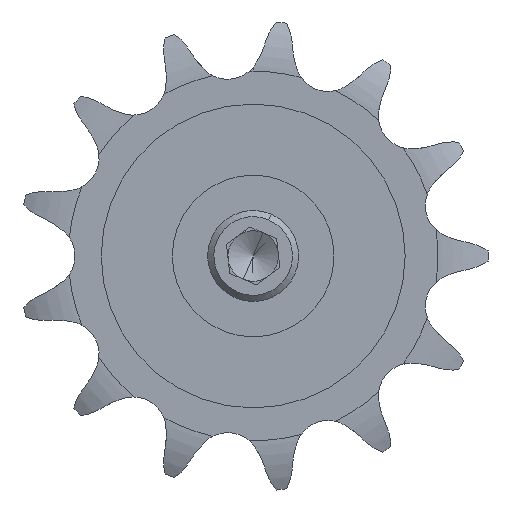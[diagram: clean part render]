
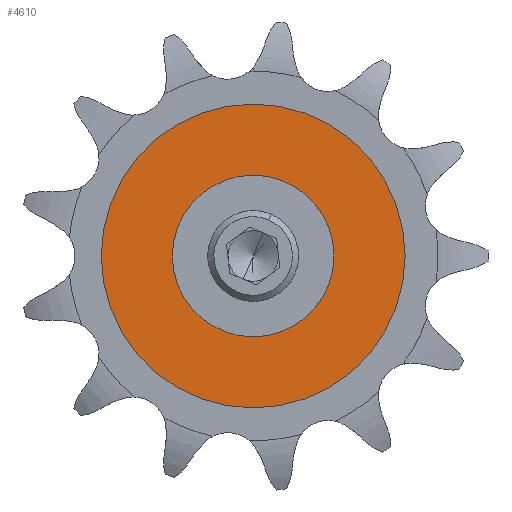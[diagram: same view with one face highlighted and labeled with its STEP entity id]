
A CAD part, left-side view. The second image highlights one B-rep face of the part: STEP entity #4610.
In plain terms, the highlighted planar face has unit normal (-1, 0, 0).
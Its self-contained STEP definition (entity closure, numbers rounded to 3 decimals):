
#154 = DIRECTION ( 'NONE',  ( -1., 0., 0. ) ) ;
#261 = CARTESIAN_POINT ( 'NONE',  ( -5.172, 0., 23.885 ) ) ;
#350 = CARTESIAN_POINT ( 'NONE',  ( -5.172, 0., -23.885 ) ) ;
#517 = DIRECTION ( 'NONE',  ( 0., 0., 1. ) ) ;
#957 = DIRECTION ( 'NONE',  ( -1., 0., 0. ) ) ;
#1009 = FACE_OUTER_BOUND ( 'NONE', #6896, .T. ) ;
#1093 = AXIS2_PLACEMENT_3D ( 'NONE', #3028, #957, #1797 ) ;
#1129 = AXIS2_PLACEMENT_3D ( 'NONE', #4642, #2279, #2356 ) ;
#1322 = AXIS2_PLACEMENT_3D ( 'NONE', #7512, #3043, #3790 ) ;
#1797 = DIRECTION ( 'NONE',  ( 0., 0., 1. ) ) ;
#1857 = VERTEX_POINT ( 'NONE', #6501 ) ;
#1989 = AXIS2_PLACEMENT_3D ( 'NONE', #6393, #154, #517 ) ;
#2279 = DIRECTION ( 'NONE',  ( 1., 0., 0. ) ) ;
#2356 = DIRECTION ( 'NONE',  ( 0., 0., 1. ) ) ;
#2570 = VERTEX_POINT ( 'NONE', #350 ) ;
#2897 = AXIS2_PLACEMENT_3D ( 'NONE', #4868, #4811, #4791 ) ;
#3028 = CARTESIAN_POINT ( 'NONE',  ( -5.172, 0., 0. ) ) ;
#3043 = DIRECTION ( 'NONE',  ( -1., 0., 0. ) ) ;
#3724 = CIRCLE ( 'NONE', #1322, 23.885 ) ;
#3790 = DIRECTION ( 'NONE',  ( 0., 0., 1. ) ) ;
#4010 = VERTEX_POINT ( 'NONE', #261 ) ;
#4128 = EDGE_CURVE ( 'NONE', #1857, #7656, #4485, .T. ) ;
#4192 = CIRCLE ( 'NONE', #1093, 23.885 ) ;
#4485 = CIRCLE ( 'NONE', #2897, 12.7 ) ;
#4610 = ADVANCED_FACE ( 'NONE', ( #1009, #7380 ), #6191, .T. ) ;
#4642 = CARTESIAN_POINT ( 'NONE',  ( -5.172, 0., 0. ) ) ;
#4791 = DIRECTION ( 'NONE',  ( 0., 0., 1. ) ) ;
#4806 = CIRCLE ( 'NONE', #1129, 12.7 ) ;
#4811 = DIRECTION ( 'NONE',  ( 1., 0., 0. ) ) ;
#4868 = CARTESIAN_POINT ( 'NONE',  ( -5.172, 0., 0. ) ) ;
#5052 = CARTESIAN_POINT ( 'NONE',  ( -5.172, 0., 12.7 ) ) ;
#5699 = EDGE_LOOP ( 'NONE', ( #6046, #7350 ) ) ;
#6046 = ORIENTED_EDGE ( 'NONE', *, *, #7826, .T. ) ;
#6057 = ORIENTED_EDGE ( 'NONE', *, *, #6322, .T. ) ;
#6089 = ORIENTED_EDGE ( 'NONE', *, *, #7857, .T. ) ;
#6191 = PLANE ( 'NONE',  #1989 ) ;
#6322 = EDGE_CURVE ( 'NONE', #2570, #4010, #3724, .T. ) ;
#6393 = CARTESIAN_POINT ( 'NONE',  ( -5.172, 0., 0. ) ) ;
#6501 = CARTESIAN_POINT ( 'NONE',  ( -5.172, 0., -12.7 ) ) ;
#6896 = EDGE_LOOP ( 'NONE', ( #6057, #6089 ) ) ;
#7350 = ORIENTED_EDGE ( 'NONE', *, *, #4128, .T. ) ;
#7380 = FACE_BOUND ( 'NONE', #5699, .T. ) ;
#7512 = CARTESIAN_POINT ( 'NONE',  ( -5.172, 0., 0. ) ) ;
#7656 = VERTEX_POINT ( 'NONE', #5052 ) ;
#7826 = EDGE_CURVE ( 'NONE', #7656, #1857, #4806, .T. ) ;
#7857 = EDGE_CURVE ( 'NONE', #4010, #2570, #4192, .T. ) ;
